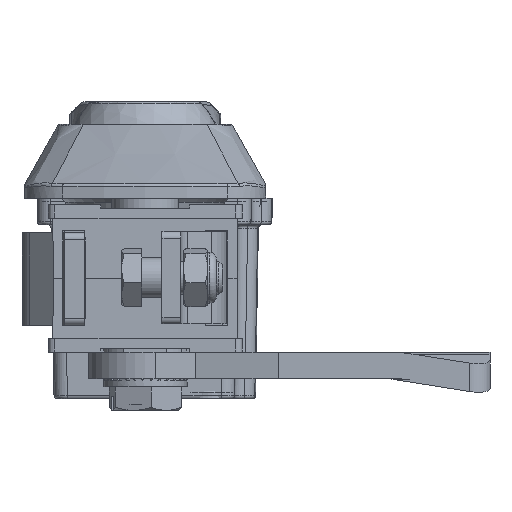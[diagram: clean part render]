
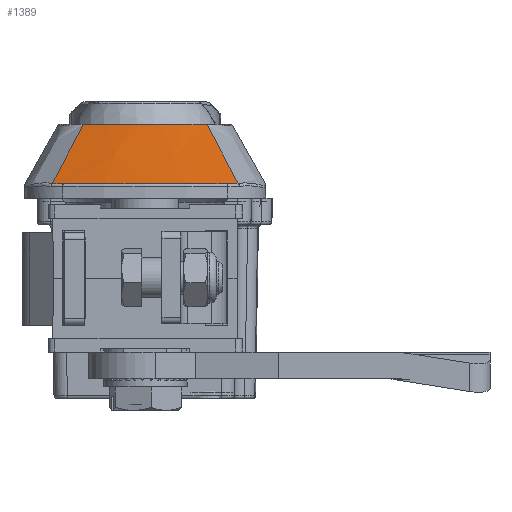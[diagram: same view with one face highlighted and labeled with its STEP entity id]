
A CAD part, left-side view. The second image highlights one B-rep face of the part: STEP entity #1389.
In plain terms, the highlighted conical face has half-angle 65 degrees and reference radius 42.5 mm.
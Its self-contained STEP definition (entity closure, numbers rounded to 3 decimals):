
#1389=ADVANCED_FACE('',(#3557),#3558,.T.);
#3557=FACE_OUTER_BOUND('',#10729,.T.);
#3558=CONICAL_SURFACE('',#10730,42.5,1.134);
#10729=EDGE_LOOP('',(#25578,#25579,#25580,#25581,#25582,#25583));
#10730=AXIS2_PLACEMENT_3D('',#25584,#25585,#25586);
#25578=ORIENTED_EDGE('',*,*,#40525,.T.);
#25579=ORIENTED_EDGE('',*,*,#40624,.T.);
#25580=ORIENTED_EDGE('',*,*,#40604,.T.);
#25581=ORIENTED_EDGE('',*,*,#40670,.T.);
#25582=ORIENTED_EDGE('',*,*,#40515,.T.);
#25583=ORIENTED_EDGE('',*,*,#40667,.T.);
#25584=CARTESIAN_POINT('',(-41.5,0.,0.0));
#25585=DIRECTION('',(0.0,-0.0,-1.0));
#25586=DIRECTION('',(1.0,0.0,0.0));
#40515=EDGE_CURVE('',#45547,#45549,#45551,.T.);
#40525=EDGE_CURVE('',#45565,#45463,#45566,.T.);
#40604=EDGE_CURVE('',#45216,#45224,#45663,.T.);
#40624=EDGE_CURVE('',#45463,#45216,#45691,.T.);
#40667=EDGE_CURVE('',#45549,#45565,#45737,.T.);
#40670=EDGE_CURVE('',#45224,#45547,#45740,.T.);
#45216=VERTEX_POINT('',#53655);
#45224=VERTEX_POINT('',#53760);
#45463=VERTEX_POINT('',#54493);
#45547=VERTEX_POINT('',#54683);
#45549=VERTEX_POINT('',#54685);
#45551=CIRCLE('',#54687,42.211);
#45565=VERTEX_POINT('',#54773);
#45566=B_SPLINE_CURVE_WITH_KNOTS('',3,(#54774,#54775,#54776,#54777,#54778,#54779,#54780,#54781,#54782,#54783,#54784,#54785,#54786,#54787,#54788,#54789,#54790),.UNSPECIFIED.,.F.,.F.,(4,1,1,2,2,2,2,2,1,4),(0.,0.003,0.006,0.008,0.011,0.013,0.016,0.019,0.02,0.021),.UNSPECIFIED.);
#45663=B_SPLINE_CURVE_WITH_KNOTS('',3,(#55202,#55203,#55204,#55205,#55206,#55207,#55208,#55209,#55210,#55211,#55212,#55213,#55214,#55215,#55216,#55217,#55218),.UNSPECIFIED.,.F.,.F.,(4,1,2,2,2,2,2,1,1,4),(0.,0.001,0.003,0.005,0.008,0.011,0.013,0.016,0.018,0.021),.UNSPECIFIED.);
#45691=CIRCLE('',#55254,23.3);
#45737=B_SPLINE_CURVE_WITH_KNOTS('',3,(#55339,#55340,#55341,#55342,#55343,#55344,#55345),.UNSPECIFIED.,.F.,.F.,(4,1,1,1,4),(0.0,0.,0.001,0.001,0.002),.UNSPECIFIED.);
#45740=B_SPLINE_CURVE_WITH_KNOTS('',3,(#55350,#55351,#55352,#55353,#55354,#55355,#55356),.UNSPECIFIED.,.F.,.F.,(4,1,1,1,4),(0.,0.,0.001,0.001,0.002),.UNSPECIFIED.);
#53655=CARTESIAN_POINT('',(-62.891,9.237,8.953));
#53760=CARTESIAN_POINT('',(-81.181,13.876,0.216));
#54493=CARTESIAN_POINT('',(-62.891,-9.237,8.953));
#54683=CARTESIAN_POINT('',(-81.899,12.235,0.135));
#54685=CARTESIAN_POINT('',(-81.899,-12.235,0.135));
#54687=AXIS2_PLACEMENT_3D('',#70745,#70746,#70747);
#54773=CARTESIAN_POINT('',(-81.181,-13.876,0.216));
#54774=CARTESIAN_POINT('',(-81.181,-13.876,0.216));
#54775=CARTESIAN_POINT('',(-80.421,-13.677,0.581));
#54776=CARTESIAN_POINT('',(-78.9,-13.281,1.311));
#54777=CARTESIAN_POINT('',(-76.618,-12.689,2.406));
#54778=CARTESIAN_POINT('',(-75.096,-12.296,3.136));
#54779=CARTESIAN_POINT('',(-73.574,-11.905,3.865));
#54780=CARTESIAN_POINT('',(-72.812,-11.71,4.229));
#54781=CARTESIAN_POINT('',(-71.289,-11.321,4.958));
#54782=CARTESIAN_POINT('',(-70.527,-11.128,5.322));
#54783=CARTESIAN_POINT('',(-69.002,-10.742,6.05));
#54784=CARTESIAN_POINT('',(-68.24,-10.551,6.414));
#54785=CARTESIAN_POINT('',(-66.713,-10.17,7.141));
#54786=CARTESIAN_POINT('',(-65.95,-9.981,7.504));
#54787=CARTESIAN_POINT('',(-64.803,-9.7,8.048));
#54788=CARTESIAN_POINT('',(-64.039,-9.513,8.41));
#54789=CARTESIAN_POINT('',(-63.274,-9.329,8.772));
#54790=CARTESIAN_POINT('',(-62.891,-9.237,8.953));
#55202=CARTESIAN_POINT('',(-62.891,9.237,8.953));
#55203=CARTESIAN_POINT('',(-63.274,9.329,8.772));
#55204=CARTESIAN_POINT('',(-64.039,9.513,8.41));
#55205=CARTESIAN_POINT('',(-64.803,9.7,8.048));
#55206=CARTESIAN_POINT('',(-65.95,9.981,7.504));
#55207=CARTESIAN_POINT('',(-66.713,10.17,7.141));
#55208=CARTESIAN_POINT('',(-68.24,10.551,6.414));
#55209=CARTESIAN_POINT('',(-69.002,10.742,6.05));
#55210=CARTESIAN_POINT('',(-70.527,11.128,5.322));
#55211=CARTESIAN_POINT('',(-71.289,11.321,4.958));
#55212=CARTESIAN_POINT('',(-72.812,11.71,4.229));
#55213=CARTESIAN_POINT('',(-73.574,11.905,3.865));
#55214=CARTESIAN_POINT('',(-75.096,12.296,3.136));
#55215=CARTESIAN_POINT('',(-76.618,12.689,2.406));
#55216=CARTESIAN_POINT('',(-78.9,13.281,1.311));
#55217=CARTESIAN_POINT('',(-80.421,13.677,0.581));
#55218=CARTESIAN_POINT('',(-81.181,13.876,0.216));
#55254=AXIS2_PLACEMENT_3D('',#70906,#70907,#70908);
#55339=CARTESIAN_POINT('',(-81.899,-12.235,0.135));
#55340=CARTESIAN_POINT('',(-81.856,-12.379,0.135));
#55341=CARTESIAN_POINT('',(-81.76,-12.664,0.138));
#55342=CARTESIAN_POINT('',(-81.592,-13.079,0.153));
#55343=CARTESIAN_POINT('',(-81.401,-13.484,0.179));
#55344=CARTESIAN_POINT('',(-81.257,-13.746,0.202));
#55345=CARTESIAN_POINT('',(-81.181,-13.876,0.216));
#55350=CARTESIAN_POINT('',(-81.181,13.876,0.216));
#55351=CARTESIAN_POINT('',(-81.257,13.746,0.202));
#55352=CARTESIAN_POINT('',(-81.401,13.484,0.179));
#55353=CARTESIAN_POINT('',(-81.592,13.079,0.153));
#55354=CARTESIAN_POINT('',(-81.76,12.664,0.138));
#55355=CARTESIAN_POINT('',(-81.856,12.379,0.135));
#55356=CARTESIAN_POINT('',(-81.899,12.235,0.135));
#70745=CARTESIAN_POINT('',(-41.5,0.,0.135));
#70746=DIRECTION('',(0.0,0.0,1.0));
#70747=DIRECTION('',(1.0,0.0,0.0));
#70906=CARTESIAN_POINT('',(-41.5,0.,8.953));
#70907=DIRECTION('',(0.0,0.0,-1.0));
#70908=DIRECTION('',(-1.0,0.0,0.0));
